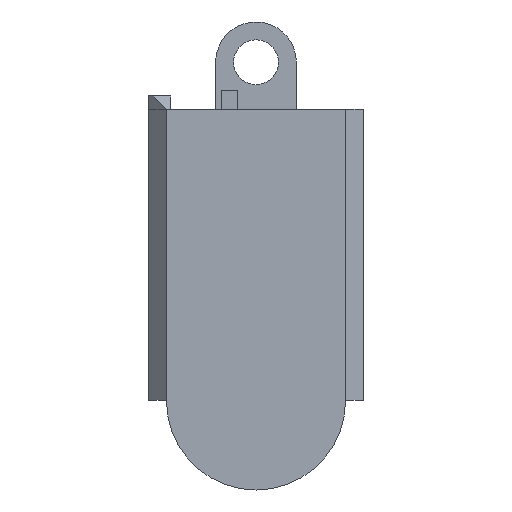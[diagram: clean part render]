
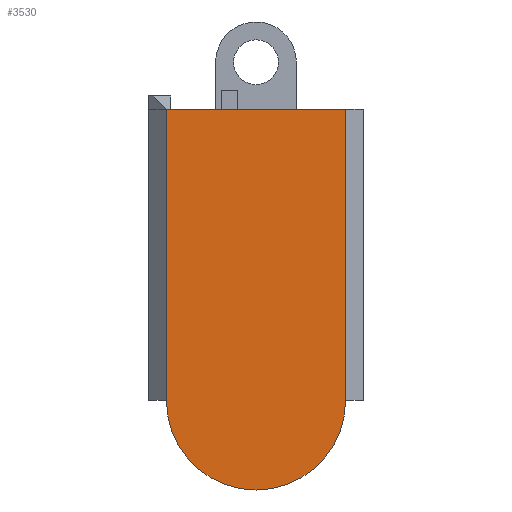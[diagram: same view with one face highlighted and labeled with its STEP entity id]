
A CAD part, front view. The second image highlights one B-rep face of the part: STEP entity #3530.
In plain terms, the highlighted planar face has unit normal (0, -1, 0).
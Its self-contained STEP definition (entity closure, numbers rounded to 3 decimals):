
#76 = CARTESIAN_POINT ( 'NONE',  ( 20., 0., -32.5 ) ) ;
#100 = CIRCLE ( 'NONE', #3222, 20. ) ;
#246 = EDGE_CURVE ( 'NONE', #286, #3253, #3657, .T. ) ;
#286 = VERTEX_POINT ( 'NONE', #2162 ) ;
#323 = CARTESIAN_POINT ( 'NONE',  ( -20., 0., 0. ) ) ;
#352 = ORIENTED_EDGE ( 'NONE', *, *, #675, .F. ) ;
#456 = CARTESIAN_POINT ( 'NONE',  ( 0., 0., -52.5 ) ) ;
#675 = EDGE_CURVE ( 'NONE', #3987, #1912, #1833, .T. ) ;
#806 = DIRECTION ( 'NONE',  ( 0., 1., 0. ) ) ;
#948 = EDGE_LOOP ( 'NONE', ( #4220, #1185, #352, #4263, #4215 ) ) ;
#1000 = LINE ( 'NONE', #323, #2482 ) ;
#1118 = CARTESIAN_POINT ( 'NONE',  ( 20., 0., 32.5 ) ) ;
#1166 = CARTESIAN_POINT ( 'NONE',  ( 20., 0., 0. ) ) ;
#1185 = ORIENTED_EDGE ( 'NONE', *, *, #4274, .F. ) ;
#1380 = CARTESIAN_POINT ( 'NONE',  ( 0., 0., -32.5 ) ) ;
#1650 = CARTESIAN_POINT ( 'NONE',  ( 0., 0., -32.5 ) ) ;
#1678 = DIRECTION ( 'NONE',  ( 0., 0., 1. ) ) ;
#1833 = CIRCLE ( 'NONE', #4281, 20. ) ;
#1878 = VERTEX_POINT ( 'NONE', #4066 ) ;
#1912 = VERTEX_POINT ( 'NONE', #456 ) ;
#1978 = EDGE_CURVE ( 'NONE', #3987, #3253, #2816, .T. ) ;
#2115 = DIRECTION ( 'NONE',  ( 0., 0., 1. ) ) ;
#2135 = AXIS2_PLACEMENT_3D ( 'NONE', #3376, #806, #3809 ) ;
#2162 = CARTESIAN_POINT ( 'NONE',  ( -20., 0., 32.5 ) ) ;
#2340 = CARTESIAN_POINT ( 'NONE',  ( 0., 0., 32.5 ) ) ;
#2445 = PLANE ( 'NONE',  #2135 ) ;
#2475 = DIRECTION ( 'NONE',  ( 0., 1., 0. ) ) ;
#2482 = VECTOR ( 'NONE', #1678, 1000. ) ;
#2630 = DIRECTION ( 'NONE',  ( 0., 0., 1. ) ) ;
#2816 = LINE ( 'NONE', #1166, #3770 ) ;
#3222 = AXIS2_PLACEMENT_3D ( 'NONE', #1650, #3908, #2630 ) ;
#3253 = VERTEX_POINT ( 'NONE', #1118 ) ;
#3376 = CARTESIAN_POINT ( 'NONE',  ( 0., 0., 0. ) ) ;
#3499 = DIRECTION ( 'NONE',  ( 0., 0., 1. ) ) ;
#3530 = ADVANCED_FACE ( 'NONE', ( #4122 ), #2445, .F. ) ;
#3657 = LINE ( 'NONE', #2340, #4208 ) ;
#3680 = DIRECTION ( 'NONE',  ( 1., 0., 0. ) ) ;
#3770 = VECTOR ( 'NONE', #2115, 1000. ) ;
#3809 = DIRECTION ( 'NONE',  ( 0., 0., 1. ) ) ;
#3843 = EDGE_CURVE ( 'NONE', #1878, #286, #1000, .T. ) ;
#3908 = DIRECTION ( 'NONE',  ( 0., 1., 0. ) ) ;
#3987 = VERTEX_POINT ( 'NONE', #76 ) ;
#4066 = CARTESIAN_POINT ( 'NONE',  ( -20., 0., -32.5 ) ) ;
#4122 = FACE_OUTER_BOUND ( 'NONE', #948, .T. ) ;
#4208 = VECTOR ( 'NONE', #3680, 1000. ) ;
#4215 = ORIENTED_EDGE ( 'NONE', *, *, #246, .F. ) ;
#4220 = ORIENTED_EDGE ( 'NONE', *, *, #3843, .F. ) ;
#4263 = ORIENTED_EDGE ( 'NONE', *, *, #1978, .T. ) ;
#4274 = EDGE_CURVE ( 'NONE', #1912, #1878, #100, .T. ) ;
#4281 = AXIS2_PLACEMENT_3D ( 'NONE', #1380, #2475, #3499 ) ;
